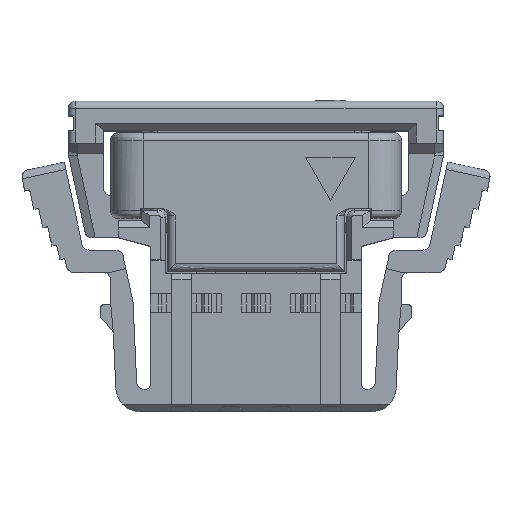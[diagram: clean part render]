
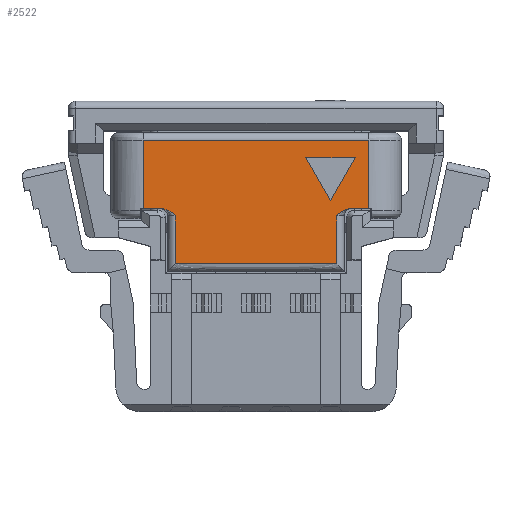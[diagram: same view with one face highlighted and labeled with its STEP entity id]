
A CAD part, top view. The second image highlights one B-rep face of the part: STEP entity #2522.
In plain terms, the highlighted planar face has unit normal (0, 0, 1).
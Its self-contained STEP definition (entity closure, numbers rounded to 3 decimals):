
#337=CARTESIAN_POINT('',(-4.55,10.925,3.025));
#338=VERTEX_POINT('',#337);
#661=CARTESIAN_POINT('',(4.55,10.925,3.025));
#662=VERTEX_POINT('',#661);
#663=CARTESIAN_POINT('',(-4.55,10.925,3.025));
#664=DIRECTION('',(1.,0.,0.));
#665=VECTOR('',#664,9.1);
#666=LINE('',#663,#665);
#667=EDGE_CURVE('',#338,#662,#666,.T.);
#692=CARTESIAN_POINT('',(2.,10.225,3.025));
#693=VERTEX_POINT('',#692);
#694=CARTESIAN_POINT('',(3.,8.493,3.025));
#695=VERTEX_POINT('',#694);
#696=CARTESIAN_POINT('',(2.,10.225,3.025));
#697=DIRECTION('',(0.5,-0.866,0.));
#698=VECTOR('',#697,2.);
#699=LINE('',#696,#698);
#700=EDGE_CURVE('',#693,#695,#699,.T.);
#1419=CARTESIAN_POINT('',(4.,10.225,3.025));
#1420=VERTEX_POINT('',#1419);
#1421=CARTESIAN_POINT('',(4.,10.225,3.025));
#1422=DIRECTION('',(-1.,0.,0.));
#1423=VECTOR('',#1422,2.);
#1424=LINE('',#1421,#1423);
#1425=EDGE_CURVE('',#1420,#693,#1424,.T.);
#1450=CARTESIAN_POINT('',(3.,8.493,3.025));
#1451=DIRECTION('',(0.5,0.866,0.));
#1452=VECTOR('',#1451,2.);
#1453=LINE('',#1450,#1452);
#1454=EDGE_CURVE('',#695,#1420,#1453,.T.);
#2268=CARTESIAN_POINT('',(-4.55,8.175,3.025));
#2269=VERTEX_POINT('',#2268);
#2277=CARTESIAN_POINT('',(-4.55,8.175,3.025));
#2278=DIRECTION('',(0.,1.,0.));
#2279=VECTOR('',#2278,2.75);
#2280=LINE('',#2277,#2279);
#2281=EDGE_CURVE('',#2269,#338,#2280,.T.);
#2422=CARTESIAN_POINT('',(4.55,8.175,3.025));
#2423=VERTEX_POINT('',#2422);
#2442=CARTESIAN_POINT('',(4.55,10.925,3.025));
#2443=DIRECTION('',(0.,-1.,0.));
#2444=VECTOR('',#2443,2.75);
#2445=LINE('',#2442,#2444);
#2446=EDGE_CURVE('',#662,#2423,#2445,.T.);
#2451=CARTESIAN_POINT('',(0.,9.042,3.025));
#2452=DIRECTION('',(0.,1.,0.));
#2453=DIRECTION('',(0.,-0.,1.));
#2454=AXIS2_PLACEMENT_3D('',#2451,#2453,#2452);
#2455=PLANE('',#2454);
#2456=CARTESIAN_POINT('',(-3.25,5.95,3.025));
#2457=VERTEX_POINT('',#2456);
#2458=CARTESIAN_POINT('',(3.25,5.95,3.025));
#2459=VERTEX_POINT('',#2458);
#2460=CARTESIAN_POINT('',(-3.25,5.95,3.025));
#2461=DIRECTION('',(1.,0.,0.));
#2462=VECTOR('',#2461,6.5);
#2463=LINE('',#2460,#2462);
#2464=EDGE_CURVE('',#2457,#2459,#2463,.T.);
#2465=ORIENTED_EDGE('',*,*,#2464,.T.);
#2466=CARTESIAN_POINT('',(3.25,7.875,3.025));
#2467=VERTEX_POINT('',#2466);
#2468=CARTESIAN_POINT('',(3.25,5.95,3.025));
#2469=DIRECTION('',(0.,1.,0.));
#2470=VECTOR('',#2469,1.925);
#2471=LINE('',#2468,#2470);
#2472=EDGE_CURVE('',#2459,#2467,#2471,.T.);
#2473=ORIENTED_EDGE('',*,*,#2472,.T.);
#2474=CARTESIAN_POINT('',(3.85,8.175,3.025));
#2475=VERTEX_POINT('',#2474);
#2476=CARTESIAN_POINT('',(3.25,7.875,3.025));
#2477=CARTESIAN_POINT('',(3.25,7.95,3.025));
#2478=CARTESIAN_POINT('',(3.7,8.175,3.025));
#2479=CARTESIAN_POINT('',(3.85,8.175,3.025));
#2480=B_SPLINE_CURVE_WITH_KNOTS('',2,(#2476,#2477,#2478,#2479),.UNSPECIFIED.,.F.,.U.,(3,1,3),(0.,0.484,1.),.UNSPECIFIED.);
#2481=EDGE_CURVE('',#2467,#2475,#2480,.T.);
#2482=ORIENTED_EDGE('',*,*,#2481,.T.);
#2483=CARTESIAN_POINT('',(3.85,8.175,3.025));
#2484=DIRECTION('',(1.,0.,0.));
#2485=VECTOR('',#2484,0.7);
#2486=LINE('',#2483,#2485);
#2487=EDGE_CURVE('',#2475,#2423,#2486,.T.);
#2488=ORIENTED_EDGE('',*,*,#2487,.T.);
#2489=ORIENTED_EDGE('',*,*,#2446,.F.);
#2490=ORIENTED_EDGE('',*,*,#667,.F.);
#2491=ORIENTED_EDGE('',*,*,#2281,.F.);
#2492=CARTESIAN_POINT('',(-3.85,8.175,3.025));
#2493=VERTEX_POINT('',#2492);
#2494=CARTESIAN_POINT('',(-4.55,8.175,3.025));
#2495=DIRECTION('',(1.,0.,0.));
#2496=VECTOR('',#2495,0.7);
#2497=LINE('',#2494,#2496);
#2498=EDGE_CURVE('',#2269,#2493,#2497,.T.);
#2499=ORIENTED_EDGE('',*,*,#2498,.T.);
#2500=CARTESIAN_POINT('',(-3.25,7.875,3.025));
#2501=VERTEX_POINT('',#2500);
#2502=CARTESIAN_POINT('',(-3.85,8.175,3.025));
#2503=CARTESIAN_POINT('',(-3.7,8.175,3.025));
#2504=CARTESIAN_POINT('',(-3.25,7.95,3.025));
#2505=CARTESIAN_POINT('',(-3.25,7.875,3.025));
#2506=B_SPLINE_CURVE_WITH_KNOTS('',2,(#2502,#2503,#2504,#2505),.UNSPECIFIED.,.F.,.U.,(3,1,3),(0.,0.516,1.),.UNSPECIFIED.);
#2507=EDGE_CURVE('',#2493,#2501,#2506,.T.);
#2508=ORIENTED_EDGE('',*,*,#2507,.T.);
#2509=CARTESIAN_POINT('',(-3.25,7.875,3.025));
#2510=DIRECTION('',(0.,-1.,0.));
#2511=VECTOR('',#2510,1.925);
#2512=LINE('',#2509,#2511);
#2513=EDGE_CURVE('',#2501,#2457,#2512,.T.);
#2514=ORIENTED_EDGE('',*,*,#2513,.T.);
#2515=EDGE_LOOP('',(#2465,#2473,#2482,#2488,#2489,#2490,#2491,#2499,#2508,#2514));
#2516=FACE_OUTER_BOUND('',#2515,.T.);
#2517=ORIENTED_EDGE('',*,*,#1454,.F.);
#2518=ORIENTED_EDGE('',*,*,#700,.F.);
#2519=ORIENTED_EDGE('',*,*,#1425,.F.);
#2520=EDGE_LOOP('',(#2517,#2518,#2519));
#2521=FACE_BOUND('',#2520,.T.);
#2522=ADVANCED_FACE('',(#2516,#2521),#2455,.T.);
